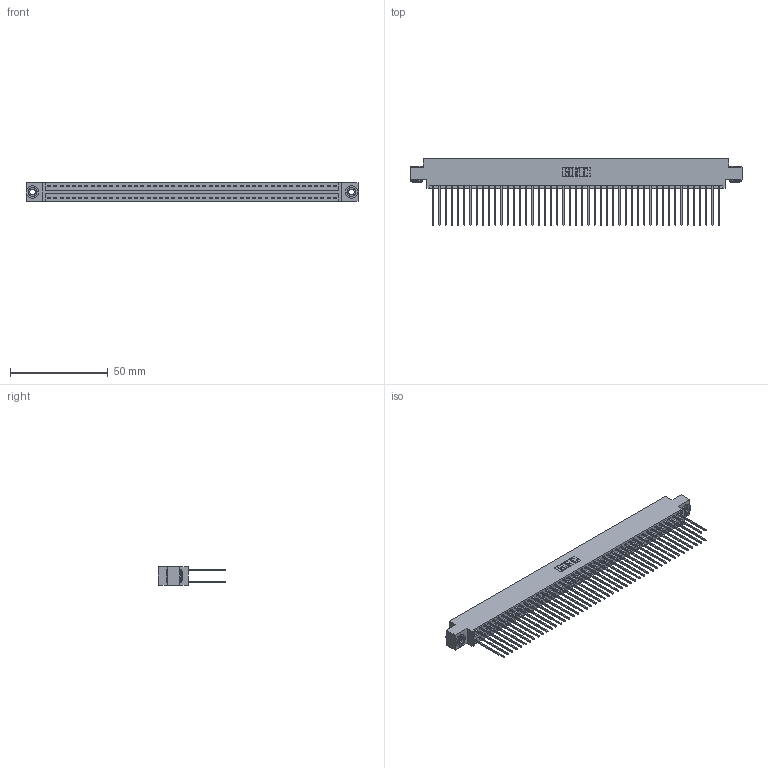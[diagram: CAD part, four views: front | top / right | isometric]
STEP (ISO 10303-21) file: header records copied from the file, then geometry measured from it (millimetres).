
FILE_DESCRIPTION (( 'STEP AP203' ), '1' );
FILE_NAME ('346-094-541-803.STEP', '2022-05-26T14:46:15', ( '' ), ( '' ), 'SwSTEP 2.0', 'SolidWorks 2020', '' );
FILE_SCHEMA (( 'CONFIG_CONTROL_DESIGN' ));
Length unit declared in the file: inch
Products named in the file (4): 346 Part_0.170 Offset - 0.156 Dia-TH; 345-292-001_345-293-141; 345-250-002_345-250-002-102; 346-094-541-803
Assembly tree (97 placements, depth 2):
  346-094-541-803
    346 Part_0.170 Offset - 0.156 Dia-TH
    345-292-001_345-293-141  x94
    345-250-002_345-250-002-102  x2
Bounding box: 169.8 x 34.29 x 9.4 mm (x, y, z)
Volume: 16982.3 mm3; surface area: 26436.6 mm2
Topology: 97 solids, 97 shells, 5066 faces, 15023 edges, 9886 vertices
Faces by surface type: plane 3394, cylinder 1664, cone 8
Entity records: 31216 total; most frequent: CARTESIAN_POINT 5121, ORIENTED_EDGE 5046, DIRECTION 4593, EDGE_CURVE 2523, LINE 2179, VECTOR 2179, VERTEX_POINT 1678, AXIS2_PLACEMENT_3D 1207
